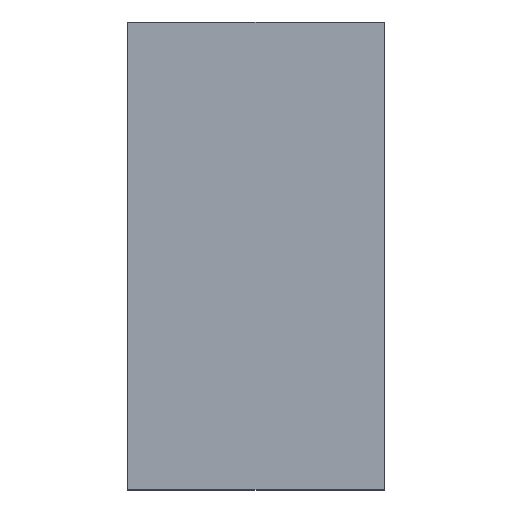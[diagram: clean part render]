
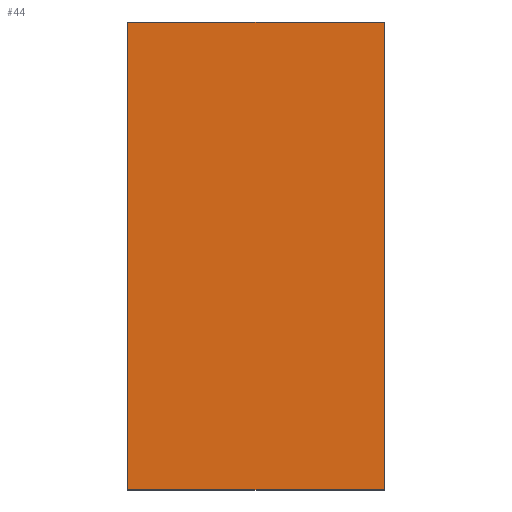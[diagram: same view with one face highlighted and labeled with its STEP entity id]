
A CAD part, top view. The second image highlights one B-rep face of the part: STEP entity #44.
In plain terms, the highlighted planar face has unit normal (0, 0, 1).
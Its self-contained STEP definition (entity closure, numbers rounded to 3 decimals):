
#3 = DIRECTION ( 'NONE',  ( 1., 0., 0. ) ) ;
#7 = EDGE_CURVE ( 'NONE', #84, #197, #102, .T. ) ;
#9 = LINE ( 'NONE', #132, #91 ) ;
#11 = CARTESIAN_POINT ( 'NONE',  ( -5.08, 18.5, 1.27 ) ) ;
#23 = EDGE_CURVE ( 'NONE', #84, #25, #9, .T. ) ;
#25 = VERTEX_POINT ( 'NONE', #34 ) ;
#33 = ORIENTED_EDGE ( 'NONE', *, *, #37, .F. ) ;
#34 = CARTESIAN_POINT ( 'NONE',  ( 5.08, 18.5, 1.27 ) ) ;
#37 = EDGE_CURVE ( 'NONE', #25, #154, #134, .T. ) ;
#44 = ADVANCED_FACE ( 'NONE', ( #51 ), #185, .F. ) ;
#46 = EDGE_LOOP ( 'NONE', ( #131, #33, #182, #71 ) ) ;
#51 = FACE_OUTER_BOUND ( 'NONE', #46, .T. ) ;
#56 = CARTESIAN_POINT ( 'NONE',  ( 5.08, 0., 1.27 ) ) ;
#63 = CARTESIAN_POINT ( 'NONE',  ( 5.08, 18.5, 1.27 ) ) ;
#64 = DIRECTION ( 'NONE',  ( 0., -1., 0. ) ) ;
#67 = VECTOR ( 'NONE', #3, 1000. ) ;
#71 = ORIENTED_EDGE ( 'NONE', *, *, #7, .T. ) ;
#73 = DIRECTION ( 'NONE',  ( 0., 0., -1. ) ) ;
#76 = VECTOR ( 'NONE', #64, 1000. ) ;
#84 = VERTEX_POINT ( 'NONE', #165 ) ;
#91 = VECTOR ( 'NONE', #105, 1000. ) ;
#102 = LINE ( 'NONE', #11, #76 ) ;
#105 = DIRECTION ( 'NONE',  ( 1., 0., 0. ) ) ;
#106 = VECTOR ( 'NONE', #200, 1000. ) ;
#108 = DIRECTION ( 'NONE',  ( -1., 0., 0. ) ) ;
#111 = AXIS2_PLACEMENT_3D ( 'NONE', #141, #73, #108 ) ;
#125 = LINE ( 'NONE', #193, #67 ) ;
#131 = ORIENTED_EDGE ( 'NONE', *, *, #151, .T. ) ;
#132 = CARTESIAN_POINT ( 'NONE',  ( -5.08, 18.5, 1.27 ) ) ;
#134 = LINE ( 'NONE', #63, #106 ) ;
#141 = CARTESIAN_POINT ( 'NONE',  ( -5.08, 18.5, 1.27 ) ) ;
#151 = EDGE_CURVE ( 'NONE', #197, #154, #125, .T. ) ;
#154 = VERTEX_POINT ( 'NONE', #56 ) ;
#162 = CARTESIAN_POINT ( 'NONE',  ( -5.08, 0., 1.27 ) ) ;
#165 = CARTESIAN_POINT ( 'NONE',  ( -5.08, 18.5, 1.27 ) ) ;
#182 = ORIENTED_EDGE ( 'NONE', *, *, #23, .F. ) ;
#185 = PLANE ( 'NONE',  #111 ) ;
#193 = CARTESIAN_POINT ( 'NONE',  ( -5.08, 0., 1.27 ) ) ;
#197 = VERTEX_POINT ( 'NONE', #162 ) ;
#200 = DIRECTION ( 'NONE',  ( 0., -1., 0. ) ) ;
